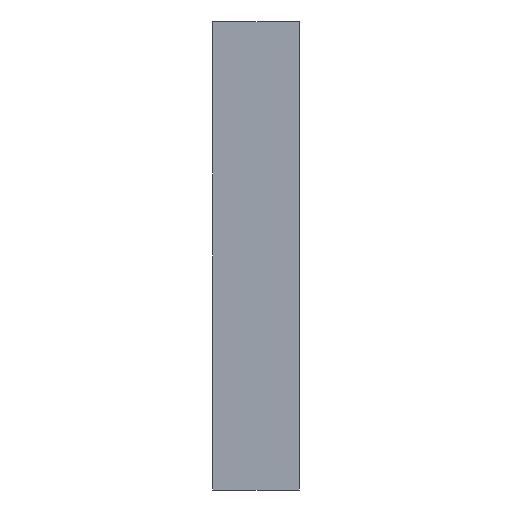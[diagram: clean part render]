
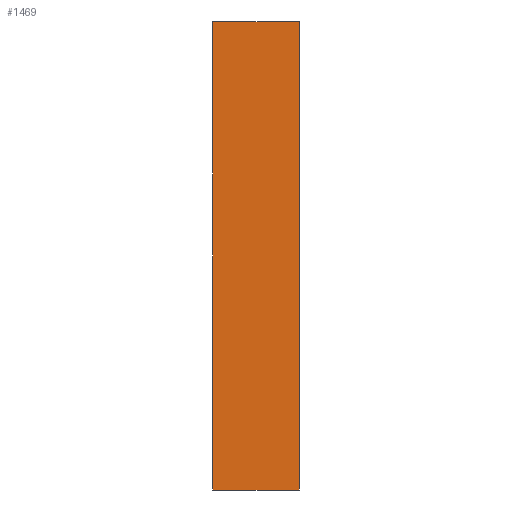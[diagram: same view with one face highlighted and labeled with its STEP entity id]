
A CAD part, left-side view. The second image highlights one B-rep face of the part: STEP entity #1469.
In plain terms, the highlighted planar face has unit normal (-1, 0, 0).
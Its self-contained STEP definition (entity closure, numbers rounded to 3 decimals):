
#146=FACE_OUTER_BOUND('',#225,.T.);
#225=EDGE_LOOP('',(#1337,#1338,#1339,#1340));
#323=LINE('',#2124,#456);
#359=LINE('',#2198,#492);
#413=LINE('',#2731,#546);
#414=LINE('',#2733,#547);
#456=VECTOR('',#1712,10.);
#492=VECTOR('',#1772,10.);
#546=VECTOR('',#1992,10.);
#547=VECTOR('',#1995,10.);
#594=VERTEX_POINT('',#2121);
#595=VERTEX_POINT('',#2123);
#620=VERTEX_POINT('',#2195);
#621=VERTEX_POINT('',#2197);
#747=EDGE_CURVE('',#594,#595,#323,.T.);
#785=EDGE_CURVE('',#620,#621,#359,.T.);
#905=EDGE_CURVE('',#594,#621,#413,.T.);
#906=EDGE_CURVE('',#595,#620,#414,.T.);
#1337=ORIENTED_EDGE('',*,*,#747,.F.);
#1338=ORIENTED_EDGE('',*,*,#905,.T.);
#1339=ORIENTED_EDGE('',*,*,#785,.F.);
#1340=ORIENTED_EDGE('',*,*,#906,.F.);
#1392=PLANE('',#1612);
#1469=ADVANCED_FACE('',(#146),#1392,.F.);
#1612=AXIS2_PLACEMENT_3D('',#2738,#2004,#2005);
#1712=DIRECTION('',(0.,0.,1.));
#1772=DIRECTION('',(0.,0.,-1.));
#1992=DIRECTION('',(0.,-1.,0.));
#1995=DIRECTION('',(0.,-1.,0.));
#2004=DIRECTION('center_axis',(1.,0.,0.));
#2005=DIRECTION('ref_axis',(0.,1.,0.));
#2121=CARTESIAN_POINT('',(-42.57,4.775,-4.652));
#2123=CARTESIAN_POINT('',(-42.57,4.775,11.252));
#2124=CARTESIAN_POINT('',(-42.57,4.775,6.252));
#2195=CARTESIAN_POINT('',(-42.57,1.825,11.252));
#2197=CARTESIAN_POINT('',(-42.57,1.825,-4.652));
#2198=CARTESIAN_POINT('',(-42.57,1.825,0.348));
#2731=CARTESIAN_POINT('',(-42.57,4.775,-4.652));
#2733=CARTESIAN_POINT('',(-42.57,4.775,11.252));
#2738=CARTESIAN_POINT('Origin',(-42.57,3.3,3.3));
